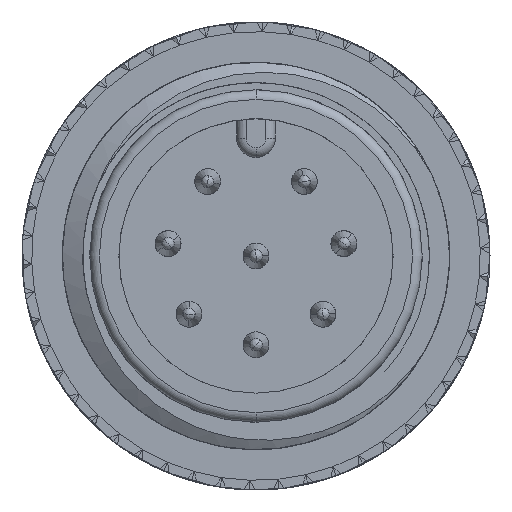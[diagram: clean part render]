
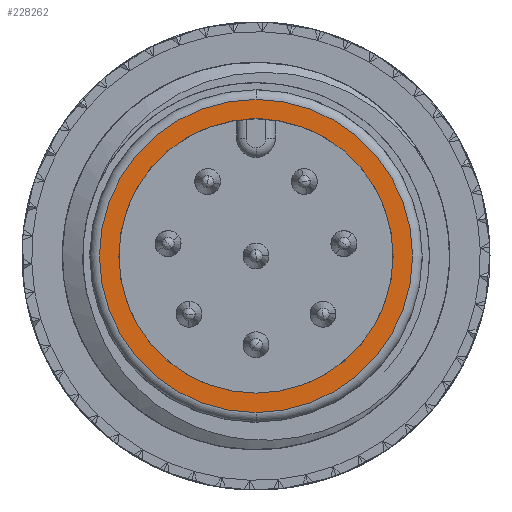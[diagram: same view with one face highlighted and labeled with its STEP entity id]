
A CAD part, front view. The second image highlights one B-rep face of the part: STEP entity #228262.
In plain terms, the highlighted planar face has unit normal (0, -1, 0).
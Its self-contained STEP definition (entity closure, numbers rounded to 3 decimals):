
#881 = DIRECTION ( 'NONE',  ( 0., 1., 0. ) ) ;
#8004 = DIRECTION ( 'NONE',  ( 0., 0., 1. ) ) ;
#10740 = CIRCLE ( 'NONE', #212041, 4.25 ) ;
#12083 = DIRECTION ( 'NONE',  ( 0., 1., 0. ) ) ;
#13192 = FACE_BOUND ( 'NONE', #23204, .T. ) ;
#23204 = EDGE_LOOP ( 'NONE', ( #154920, #270073 ) ) ;
#24144 = FACE_OUTER_BOUND ( 'NONE', #272005, .T. ) ;
#24893 = CARTESIAN_POINT ( 'NONE',  ( 0., 0., 4.25 ) ) ;
#25505 = CIRCLE ( 'NONE', #113353, 4.85 ) ;
#27731 = EDGE_CURVE ( 'NONE', #133639, #38946, #10740, .T. ) ;
#38946 = VERTEX_POINT ( 'NONE', #153090 ) ;
#55443 = DIRECTION ( 'NONE',  ( 0., -1., 0. ) ) ;
#58522 = VERTEX_POINT ( 'NONE', #110818 ) ;
#61735 = VERTEX_POINT ( 'NONE', #189661 ) ;
#67593 = AXIS2_PLACEMENT_3D ( 'NONE', #190569, #259743, #8004 ) ;
#84235 = EDGE_CURVE ( 'NONE', #58522, #61735, #167006, .T. ) ;
#96664 = EDGE_CURVE ( 'NONE', #61735, #58522, #25505, .T. ) ;
#98645 = EDGE_CURVE ( 'NONE', #38946, #133639, #197652, .T. ) ;
#99625 = ORIENTED_EDGE ( 'NONE', *, *, #96664, .T. ) ;
#101637 = DIRECTION ( 'NONE',  ( 0., 0., 1. ) ) ;
#109346 = DIRECTION ( 'NONE',  ( 0., -1., 0. ) ) ;
#110818 = CARTESIAN_POINT ( 'NONE',  ( 0., 0., -4.85 ) ) ;
#113353 = AXIS2_PLACEMENT_3D ( 'NONE', #286246, #55443, #101637 ) ;
#133639 = VERTEX_POINT ( 'NONE', #24893 ) ;
#138318 = CARTESIAN_POINT ( 'NONE',  ( 0., 0., 0. ) ) ;
#151575 = DIRECTION ( 'NONE',  ( 0., 0., 1. ) ) ;
#153090 = CARTESIAN_POINT ( 'NONE',  ( 0., 0., -4.25 ) ) ;
#154920 = ORIENTED_EDGE ( 'NONE', *, *, #27731, .T. ) ;
#165181 = AXIS2_PLACEMENT_3D ( 'NONE', #221761, #109346, #151575 ) ;
#167006 = CIRCLE ( 'NONE', #165181, 4.85 ) ;
#183493 = DIRECTION ( 'NONE',  ( 0., 0., 1. ) ) ;
#189661 = CARTESIAN_POINT ( 'NONE',  ( 0., 0., 4.85 ) ) ;
#190569 = CARTESIAN_POINT ( 'NONE',  ( 4.25, 0., 0. ) ) ;
#191575 = PLANE ( 'NONE',  #67593 ) ;
#193487 = ORIENTED_EDGE ( 'NONE', *, *, #84235, .T. ) ;
#194663 = DIRECTION ( 'NONE',  ( 0., 0., 1. ) ) ;
#196562 = AXIS2_PLACEMENT_3D ( 'NONE', #237823, #12083, #194663 ) ;
#197652 = CIRCLE ( 'NONE', #196562, 4.25 ) ;
#212041 = AXIS2_PLACEMENT_3D ( 'NONE', #138318, #881, #183493 ) ;
#221761 = CARTESIAN_POINT ( 'NONE',  ( 0., 0., 0. ) ) ;
#228262 = ADVANCED_FACE ( 'NONE', ( #24144, #13192 ), #191575, .F. ) ;
#237823 = CARTESIAN_POINT ( 'NONE',  ( 0., 0., 0. ) ) ;
#259743 = DIRECTION ( 'NONE',  ( 0., 1., 0. ) ) ;
#270073 = ORIENTED_EDGE ( 'NONE', *, *, #98645, .T. ) ;
#272005 = EDGE_LOOP ( 'NONE', ( #99625, #193487 ) ) ;
#286246 = CARTESIAN_POINT ( 'NONE',  ( 0., 0., 0. ) ) ;
